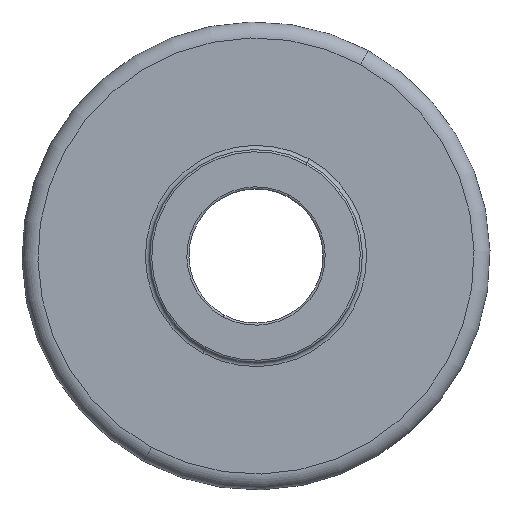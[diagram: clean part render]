
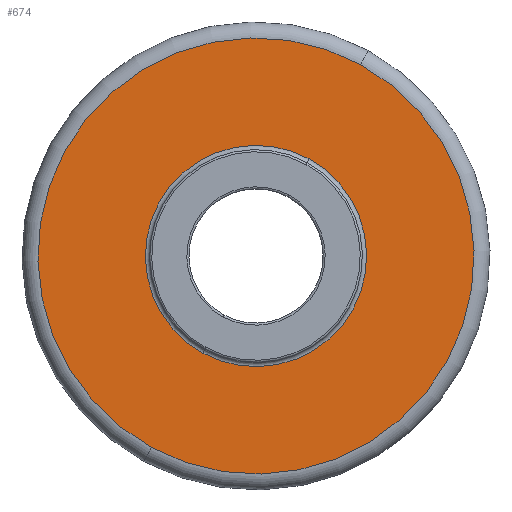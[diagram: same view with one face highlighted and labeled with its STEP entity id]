
A CAD part, front view. The second image highlights one B-rep face of the part: STEP entity #674.
In plain terms, the highlighted planar face has unit normal (0, -1, 0).
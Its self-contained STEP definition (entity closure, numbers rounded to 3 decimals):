
#504=CARTESIAN_POINT('Vertex',(4.914,-11.5,8.995)) ;
#507=CARTESIAN_POINT('Axis2P3D Location',(0.,-11.5,0.)) ;
#511=CARTESIAN_POINT('Vertex',(-4.914,-11.5,-8.995)) ;
#526=CARTESIAN_POINT('Axis2P3D Location',(0.,-11.5,0.)) ;
#543=CARTESIAN_POINT('Axis2P3D Location',(0.,-11.5,0.)) ;
#547=CARTESIAN_POINT('Vertex',(2.493,-11.5,4.563)) ;
#549=CARTESIAN_POINT('Vertex',(-2.493,-11.5,-4.563)) ;
#578=CARTESIAN_POINT('Axis2P3D Location',(0.,-11.5,0.)) ;
#661=CARTESIAN_POINT('Axis2P3D Location',(0.,-11.5,5.2)) ;
#508=DIRECTION('Axis2P3D Direction',(0.,1.,0.)) ;
#527=DIRECTION('Axis2P3D Direction',(0.,1.,0.)) ;
#544=DIRECTION('Axis2P3D Direction',(0.,1.,0.)) ;
#579=DIRECTION('Axis2P3D Direction',(0.,1.,0.)) ;
#662=DIRECTION('Axis2P3D Direction',(0.,1.,0.)) ;
#663=DIRECTION('Axis2P3D XDirection',(1.,-0.,0.)) ;
#509=AXIS2_PLACEMENT_3D('Circle Axis2P3D',#507,#508,$) ;
#528=AXIS2_PLACEMENT_3D('Circle Axis2P3D',#526,#527,$) ;
#545=AXIS2_PLACEMENT_3D('Circle Axis2P3D',#543,#544,$) ;
#580=AXIS2_PLACEMENT_3D('Circle Axis2P3D',#578,#579,$) ;
#664=AXIS2_PLACEMENT_3D('Plane Axis2P3D',#661,#662,#663) ;
#667=ORIENTED_EDGE('',*,*,#513,.F.) ;
#668=ORIENTED_EDGE('',*,*,#530,.F.) ;
#671=ORIENTED_EDGE('',*,*,#582,.T.) ;
#672=ORIENTED_EDGE('',*,*,#551,.T.) ;
#673=FACE_BOUND('',#670,.T.) ;
#674=ADVANCED_FACE('PartBody',(#669,#673),#665,.F.) ;
#510=CIRCLE('generated circle',#509,10.25) ;
#529=CIRCLE('generated circle',#528,10.25) ;
#546=CIRCLE('generated circle',#545,5.2) ;
#581=CIRCLE('generated circle',#580,5.2) ;
#513=EDGE_CURVE('',#505,#512,#510,.T.) ;
#530=EDGE_CURVE('',#512,#505,#529,.T.) ;
#551=EDGE_CURVE('',#548,#550,#546,.T.) ;
#582=EDGE_CURVE('',#550,#548,#581,.T.) ;
#666=EDGE_LOOP('',(#667,#668)) ;
#670=EDGE_LOOP('',(#671,#672)) ;
#669=FACE_OUTER_BOUND('',#666,.T.) ;
#665=PLANE('',#664) ;
#505=VERTEX_POINT('',#504) ;
#512=VERTEX_POINT('',#511) ;
#548=VERTEX_POINT('',#547) ;
#550=VERTEX_POINT('',#549) ;
